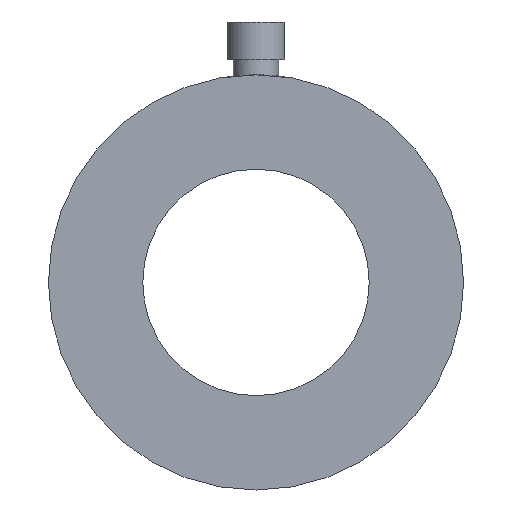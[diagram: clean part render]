
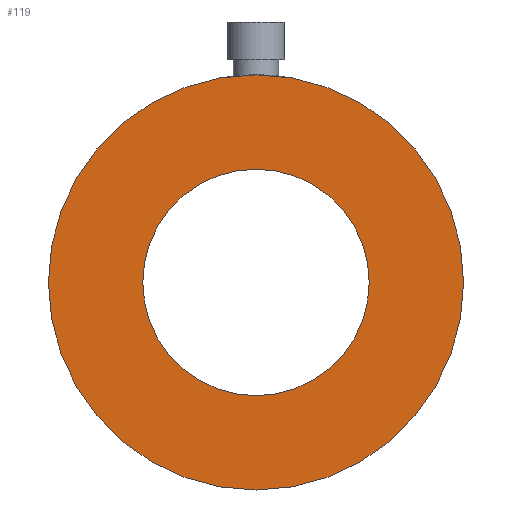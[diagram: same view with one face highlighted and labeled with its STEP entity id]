
A CAD part, front view. The second image highlights one B-rep face of the part: STEP entity #119.
In plain terms, the highlighted planar face has unit normal (0, -1, 0).
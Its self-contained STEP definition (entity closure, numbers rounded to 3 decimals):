
#18=FACE_BOUND('',#44,.T.);
#22=PLANE('',#157);
#32=FACE_OUTER_BOUND('',#43,.T.);
#43=EDGE_LOOP('',(#106));
#44=EDGE_LOOP('',(#107));
#54=CIRCLE('',#145,30.);
#59=CIRCLE('',#155,55.);
#61=VERTEX_POINT('',#198);
#68=VERTEX_POINT('',#254);
#71=EDGE_CURVE('',#61,#61,#54,.T.);
#81=EDGE_CURVE('',#68,#68,#59,.T.);
#106=ORIENTED_EDGE('',*,*,#81,.F.);
#107=ORIENTED_EDGE('',*,*,#71,.T.);
#119=ADVANCED_FACE('',(#32,#18),#22,.F.);
#145=AXIS2_PLACEMENT_3D('',#200,#165,#166);
#155=AXIS2_PLACEMENT_3D('',#256,#188,#189);
#157=AXIS2_PLACEMENT_3D('',#258,#192,#193);
#165=DIRECTION('center_axis',(0.,1.,0.));
#166=DIRECTION('ref_axis',(1.,0.,0.));
#188=DIRECTION('center_axis',(0.,1.,0.));
#189=DIRECTION('ref_axis',(-1.,0.,0.));
#192=DIRECTION('center_axis',(0.,1.,0.));
#193=DIRECTION('ref_axis',(0.,0.,1.));
#198=CARTESIAN_POINT('',(-30.,0.,0.));
#200=CARTESIAN_POINT('Origin',(0.,0.,0.));
#254=CARTESIAN_POINT('',(55.,0.,0.));
#256=CARTESIAN_POINT('Origin',(0.,0.,0.));
#258=CARTESIAN_POINT('Origin',(0.,0.,0.));
